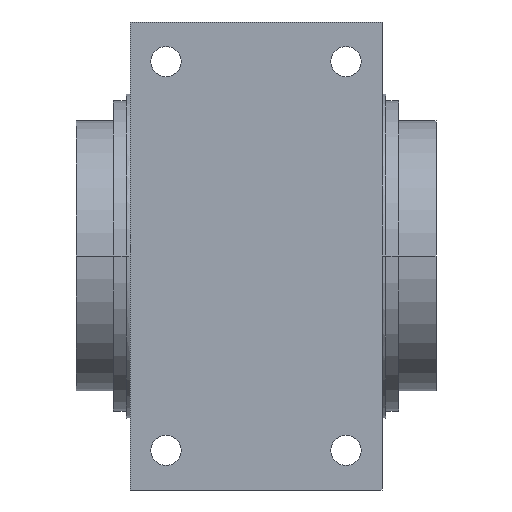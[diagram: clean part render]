
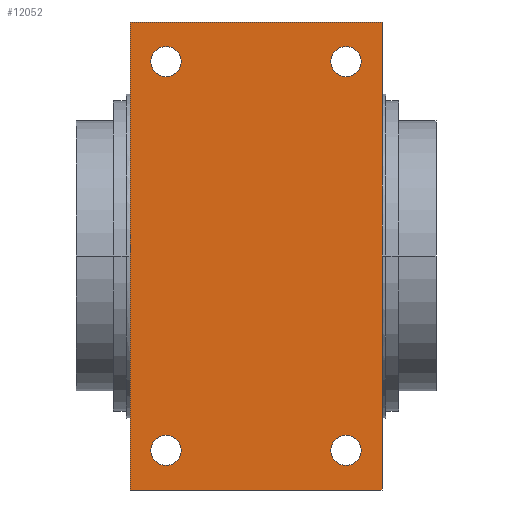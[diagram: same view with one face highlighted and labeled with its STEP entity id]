
A CAD part, front view. The second image highlights one B-rep face of the part: STEP entity #12052.
In plain terms, the highlighted planar face has unit normal (0, -1, 0).
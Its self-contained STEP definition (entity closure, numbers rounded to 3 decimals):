
#166=DIRECTION('',(1.,0.,0.));
#167=VECTOR('',#166,70.);
#168=CARTESIAN_POINT('',(15.,0.,65.));
#169=LINE('',#168,#167);
#170=DIRECTION('',(-1.,0.,0.));
#171=VECTOR('',#170,70.);
#172=CARTESIAN_POINT('',(85.,0.,-65.));
#173=LINE('',#172,#171);
#174=DIRECTION('',(0.,0.,1.));
#175=VECTOR('',#174,130.);
#176=CARTESIAN_POINT('',(15.,0.,-65.));
#177=LINE('',#176,#175);
#178=CARTESIAN_POINT('',(25.,0.,-54.));
#179=DIRECTION('',(0.,1.,0.));
#180=DIRECTION('',(1.,0.,0.));
#181=AXIS2_PLACEMENT_3D('',#178,#179,#180);
#183=CARTESIAN_POINT('',(25.,0.,-54.));
#184=DIRECTION('',(0.,1.,0.));
#185=DIRECTION('',(-1.,0.,0.));
#186=AXIS2_PLACEMENT_3D('',#183,#184,#185);
#188=CARTESIAN_POINT('',(25.,0.,54.));
#189=DIRECTION('',(0.,1.,0.));
#190=DIRECTION('',(1.,0.,0.));
#191=AXIS2_PLACEMENT_3D('',#188,#189,#190);
#193=CARTESIAN_POINT('',(25.,0.,54.));
#194=DIRECTION('',(0.,1.,0.));
#195=DIRECTION('',(-1.,0.,0.));
#196=AXIS2_PLACEMENT_3D('',#193,#194,#195);
#198=CARTESIAN_POINT('',(75.,0.,-54.));
#199=DIRECTION('',(0.,1.,0.));
#200=DIRECTION('',(1.,0.,0.));
#201=AXIS2_PLACEMENT_3D('',#198,#199,#200);
#203=CARTESIAN_POINT('',(75.,0.,-54.));
#204=DIRECTION('',(0.,1.,0.));
#205=DIRECTION('',(-1.,0.,0.));
#206=AXIS2_PLACEMENT_3D('',#203,#204,#205);
#208=CARTESIAN_POINT('',(75.,0.,54.));
#209=DIRECTION('',(0.,1.,0.));
#210=DIRECTION('',(1.,0.,0.));
#211=AXIS2_PLACEMENT_3D('',#208,#209,#210);
#213=CARTESIAN_POINT('',(75.,0.,54.));
#214=DIRECTION('',(0.,1.,0.));
#215=DIRECTION('',(-1.,0.,0.));
#216=AXIS2_PLACEMENT_3D('',#213,#214,#215);
#228=DIRECTION('',(0.,0.,1.));
#229=VECTOR('',#228,130.);
#230=CARTESIAN_POINT('',(85.,0.,-65.));
#231=LINE('',#230,#229);
#11401=CARTESIAN_POINT('',(85.,0.,-65.));
#11403=VERTEX_POINT('',#11401);
#11406=CARTESIAN_POINT('',(15.,0.,-65.));
#11408=VERTEX_POINT('',#11406);
#11409=CARTESIAN_POINT('',(85.,0.,65.));
#11411=VERTEX_POINT('',#11409);
#11414=CARTESIAN_POINT('',(15.,0.,65.));
#11416=VERTEX_POINT('',#11414);
#11513=CARTESIAN_POINT('',(29.2,0.,-54.));
#11514=CARTESIAN_POINT('',(20.8,0.,-54.));
#11515=VERTEX_POINT('',#11513);
#11516=VERTEX_POINT('',#11514);
#11521=CARTESIAN_POINT('',(29.2,0.,54.));
#11522=CARTESIAN_POINT('',(20.8,0.,54.));
#11523=VERTEX_POINT('',#11521);
#11524=VERTEX_POINT('',#11522);
#11529=CARTESIAN_POINT('',(79.2,0.,-54.));
#11530=CARTESIAN_POINT('',(70.8,0.,-54.));
#11531=VERTEX_POINT('',#11529);
#11532=VERTEX_POINT('',#11530);
#11537=CARTESIAN_POINT('',(79.2,0.,54.));
#11538=CARTESIAN_POINT('',(70.8,0.,54.));
#11539=VERTEX_POINT('',#11537);
#11540=VERTEX_POINT('',#11538);
#12015=CARTESIAN_POINT('',(35.6,0.,65.));
#12016=DIRECTION('',(0.,-1.,0.));
#12017=DIRECTION('',(0.,0.,-1.));
#12018=AXIS2_PLACEMENT_3D('',#12015,#12016,#12017);
#12019=PLANE('',#12018);
#12020=ORIENTED_EDGE('',*,*,#11920,.T.);
#12022=ORIENTED_EDGE('',*,*,#12021,.F.);
#12023=ORIENTED_EDGE('',*,*,#12003,.T.);
#12025=ORIENTED_EDGE('',*,*,#12024,.T.);
#12026=EDGE_LOOP('',(#12020,#12022,#12023,#12025));
#12027=FACE_OUTER_BOUND('',#12026,.F.);
#12029=ORIENTED_EDGE('',*,*,#12028,.F.);
#12031=ORIENTED_EDGE('',*,*,#12030,.F.);
#12032=EDGE_LOOP('',(#12029,#12031));
#12033=FACE_BOUND('',#12032,.F.);
#12035=ORIENTED_EDGE('',*,*,#12034,.F.);
#12037=ORIENTED_EDGE('',*,*,#12036,.F.);
#12038=EDGE_LOOP('',(#12035,#12037));
#12039=FACE_BOUND('',#12038,.F.);
#12041=ORIENTED_EDGE('',*,*,#12040,.F.);
#12043=ORIENTED_EDGE('',*,*,#12042,.F.);
#12044=EDGE_LOOP('',(#12041,#12043));
#12045=FACE_BOUND('',#12044,.F.);
#12047=ORIENTED_EDGE('',*,*,#12046,.F.);
#12049=ORIENTED_EDGE('',*,*,#12048,.F.);
#12050=EDGE_LOOP('',(#12047,#12049));
#12051=FACE_BOUND('',#12050,.F.);
#12052=ADVANCED_FACE('',(#12027,#12033,#12039,#12045,#12051),#12019,.T.);
#182=CIRCLE('',#181,4.2);
#187=CIRCLE('',#186,4.2);
#192=CIRCLE('',#191,4.2);
#197=CIRCLE('',#196,4.2);
#202=CIRCLE('',#201,4.2);
#207=CIRCLE('',#206,4.2);
#212=CIRCLE('',#211,4.2);
#217=CIRCLE('',#216,4.2);
#11920=EDGE_CURVE('',#11416,#11411,#169,.T.);
#12003=EDGE_CURVE('',#11403,#11408,#173,.T.);
#12021=EDGE_CURVE('',#11403,#11411,#231,.T.);
#12024=EDGE_CURVE('',#11408,#11416,#177,.T.);
#12028=EDGE_CURVE('',#11515,#11516,#182,.T.);
#12030=EDGE_CURVE('',#11516,#11515,#187,.T.);
#12034=EDGE_CURVE('',#11523,#11524,#192,.T.);
#12036=EDGE_CURVE('',#11524,#11523,#197,.T.);
#12040=EDGE_CURVE('',#11531,#11532,#202,.T.);
#12042=EDGE_CURVE('',#11532,#11531,#207,.T.);
#12046=EDGE_CURVE('',#11539,#11540,#212,.T.);
#12048=EDGE_CURVE('',#11540,#11539,#217,.T.);
